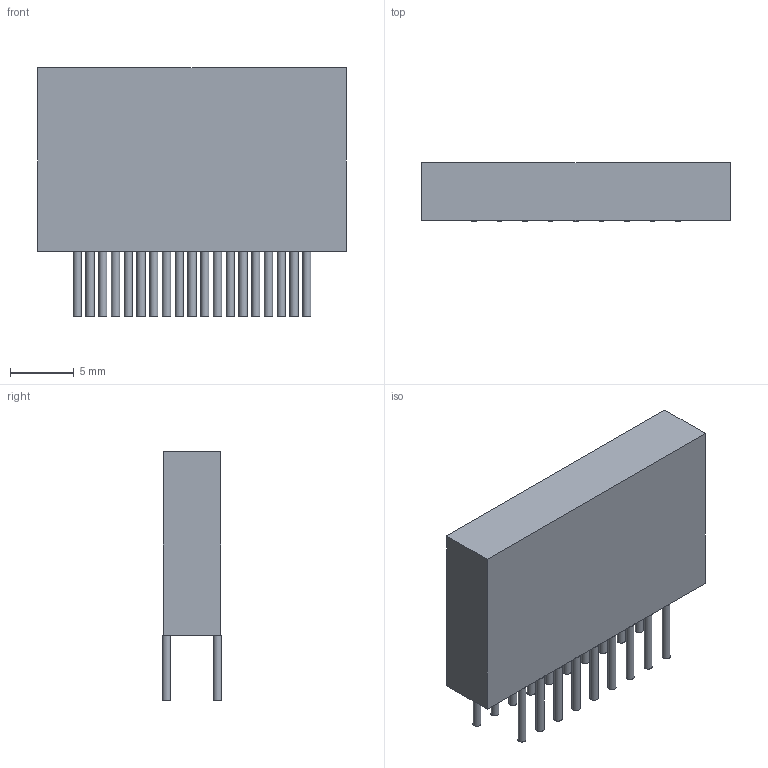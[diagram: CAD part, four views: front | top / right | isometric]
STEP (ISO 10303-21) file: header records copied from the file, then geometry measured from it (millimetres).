
FILE_DESCRIPTION(('FreeCAD Model'),'2;1');
FILE_NAME('227178.2.2.stp','2020-12-11T11:18:49',( 'Author'),(''),'Open CASCADE STEP processor 6.9','FreeCAD','Unknown' );
FILE_SCHEMA(('AUTOMOTIVE_DESIGN { 1 0 10303 214 1 1 1 1 }'));
Length unit declared in the file: millimetre
Products named in the file (3): ASSEMBLY; Body; Leads
Assembly tree (2 placements, depth 2):
  ASSEMBLY
    Body
    Leads
Bounding box: 24.2 x 4.64 x 19.5 mm (x, y, z)
Volume: 1599.3 mm3; surface area: 1251.4 mm2
Topology: 20 solids, 20 shells, 63 faces, 69 edges, 46 vertices
Faces by surface type: plane 44, cylinder 19
Full cylindrical faces by diameter (mm): 0.64 x19
Entity records: 2290 total; most frequent: DIRECTION 377, CARTESIAN_POINT 319, ORIENTED_EDGE 138, PCURVE 138, DEFINITIONAL_REPRESENTATION 138, LINE 131, VECTOR 131, AXIS2_PLACEMENT_3D 104
